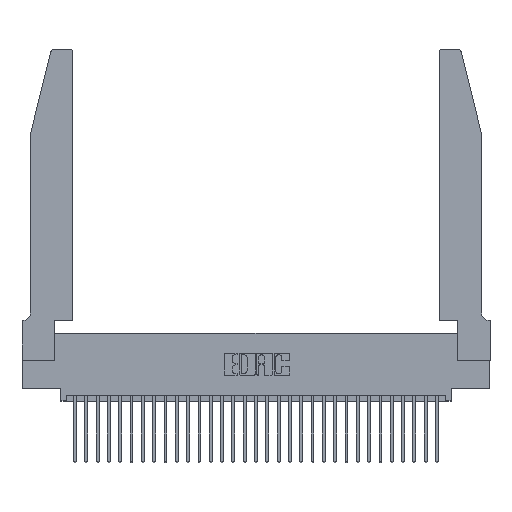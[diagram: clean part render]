
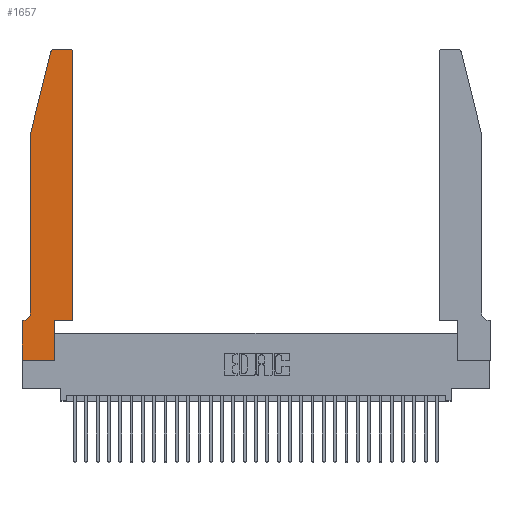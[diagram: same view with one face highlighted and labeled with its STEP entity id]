
A CAD part, top view. The second image highlights one B-rep face of the part: STEP entity #1657.
In plain terms, the highlighted planar face has unit normal (0, 0, 1).
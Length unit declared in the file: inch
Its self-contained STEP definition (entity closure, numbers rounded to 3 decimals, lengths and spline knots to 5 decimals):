
#133 = CARTESIAN_POINT ( 'NONE',  ( 0., 0., 0.37 ) ) ;
#391 = DIRECTION ( 'NONE',  ( 0., 0., 1. ) ) ;
#521 = VERTEX_POINT ( 'NONE', #14582 ) ;
#557 = AXIS2_PLACEMENT_3D ( 'NONE', #22460, #7669, #24915 ) ;
#914 = LINE ( 'NONE', #6321, #27213 ) ;
#1124 = VECTOR ( 'NONE', #19569, 39.37008 ) ;
#1378 = EDGE_CURVE ( 'NONE', #17431, #14956, #23657, .T. ) ;
#1492 = EDGE_CURVE ( 'NONE', #25028, #521, #27121, .T. ) ;
#1595 = DIRECTION ( 'NONE',  ( 1., 0., 0. ) ) ;
#1657 = ADVANCED_FACE ( 'NONE', ( #2765 ), #18191, .T. ) ;
#2684 = EDGE_CURVE ( 'NONE', #4253, #20230, #14374, .T. ) ;
#2765 = FACE_OUTER_BOUND ( 'NONE', #18450, .T. ) ;
#2880 = ORIENTED_EDGE ( 'NONE', *, *, #1492, .T. ) ;
#3787 = CARTESIAN_POINT ( 'NONE',  ( 0., 0.35, 0.37 ) ) ;
#4253 = VERTEX_POINT ( 'NONE', #5738 ) ;
#5388 = ORIENTED_EDGE ( 'NONE', *, *, #22943, .T. ) ;
#5738 = CARTESIAN_POINT ( 'NONE',  ( 0.25487, 2.72718, 0.37 ) ) ;
#6317 = DIRECTION ( 'NONE',  ( 0., -1., 0. ) ) ;
#6321 = CARTESIAN_POINT ( 'NONE',  ( 0.0755, 2., 0.37 ) ) ;
#7025 = ORIENTED_EDGE ( 'NONE', *, *, #16786, .T. ) ;
#7669 = DIRECTION ( 'NONE',  ( 0., 0., -1. ) ) ;
#8245 = VECTOR ( 'NONE', #6317, 39.37008 ) ;
#8722 = VERTEX_POINT ( 'NONE', #22468 ) ;
#8974 = ORIENTED_EDGE ( 'NONE', *, *, #21974, .T. ) ;
#9132 = EDGE_CURVE ( 'NONE', #25765, #4253, #13925, .T. ) ;
#9812 = VECTOR ( 'NONE', #1595, 39.37008 ) ;
#10102 = LINE ( 'NONE', #12078, #28193 ) ;
#10311 = ORIENTED_EDGE ( 'NONE', *, *, #30344, .T. ) ;
#10464 = VECTOR ( 'NONE', #20006, 39.37008 ) ;
#10490 = CARTESIAN_POINT ( 'NONE',  ( 0.0755, 2., 0.37 ) ) ;
#10541 = CARTESIAN_POINT ( 'NONE',  ( 0., 0.35, 0.37 ) ) ;
#10826 = CARTESIAN_POINT ( 'NONE',  ( 0.284, 2.75, 0.37 ) ) ;
#10952 = DIRECTION ( 'NONE',  ( 0., 1., 0. ) ) ;
#11249 = LINE ( 'NONE', #133, #10464 ) ;
#11291 = DIRECTION ( 'NONE',  ( 1., 0., 0. ) ) ;
#12078 = CARTESIAN_POINT ( 'NONE',  ( 0.0755, 0.35, 0.37 ) ) ;
#12480 = AXIS2_PLACEMENT_3D ( 'NONE', #3787, #391, #11291 ) ;
#12762 = VECTOR ( 'NONE', #27229, 39.37008 ) ;
#13552 = DIRECTION ( 'NONE',  ( 0., 0., 1. ) ) ;
#13905 = CARTESIAN_POINT ( 'NONE',  ( 0.2865, 0., 0.37 ) ) ;
#13925 = CIRCLE ( 'NONE', #26430, 0.03 ) ;
#14059 = CARTESIAN_POINT ( 'NONE',  ( 0.284, 2.72, 0.37 ) ) ;
#14222 = DIRECTION ( 'NONE',  ( -1., 0., 0. ) ) ;
#14325 = LINE ( 'NONE', #19847, #12762 ) ;
#14374 = LINE ( 'NONE', #26855, #1124 ) ;
#14582 = CARTESIAN_POINT ( 'NONE',  ( 0., 0., 0.37 ) ) ;
#14781 = EDGE_CURVE ( 'NONE', #521, #28329, #11249, .T. ) ;
#14956 = VERTEX_POINT ( 'NONE', #25461 ) ;
#16542 = DIRECTION ( 'NONE',  ( 1., 0., 0. ) ) ;
#16786 = EDGE_CURVE ( 'NONE', #14956, #8722, #19268, .T. ) ;
#16805 = ORIENTED_EDGE ( 'NONE', *, *, #9132, .T. ) ;
#17223 = CARTESIAN_POINT ( 'NONE',  ( 0., 0., 0.37 ) ) ;
#17231 = VERTEX_POINT ( 'NONE', #24685 ) ;
#17327 = CARTESIAN_POINT ( 'NONE',  ( 0.4505, 0.35, 0.37 ) ) ;
#17431 = VERTEX_POINT ( 'NONE', #27235 ) ;
#17610 = VERTEX_POINT ( 'NONE', #18005 ) ;
#17891 = EDGE_CURVE ( 'NONE', #17231, #25765, #20604, .T. ) ;
#18005 = CARTESIAN_POINT ( 'NONE',  ( 0.0055, 0.35, 0.37 ) ) ;
#18191 = PLANE ( 'NONE',  #12480 ) ;
#18450 = EDGE_LOOP ( 'NONE', ( #31841, #16805, #23961, #5388, #8974, #10311, #2880, #30703, #18501, #31259, #7025, #26444 ) ) ;
#18475 = VERTEX_POINT ( 'NONE', #24598 ) ;
#18501 = ORIENTED_EDGE ( 'NONE', *, *, #24403, .T. ) ;
#19268 = LINE ( 'NONE', #30618, #31537 ) ;
#19569 = DIRECTION ( 'NONE',  ( -0.239, -0.971, 0. ) ) ;
#19847 = CARTESIAN_POINT ( 'NONE',  ( 0.2865, 0.35, 0.37 ) ) ;
#20006 = DIRECTION ( 'NONE',  ( 1., 0., 0. ) ) ;
#20230 = VERTEX_POINT ( 'NONE', #10490 ) ;
#20604 = LINE ( 'NONE', #31300, #32037 ) ;
#21594 = EDGE_CURVE ( 'NONE', #8722, #17231, #25782, .T. ) ;
#21974 = EDGE_CURVE ( 'NONE', #18475, #17610, #22303, .T. ) ;
#22303 = CIRCLE ( 'NONE', #557, 0.07 ) ;
#22460 = CARTESIAN_POINT ( 'NONE',  ( 0.0055, 0.42, 0.37 ) ) ;
#22468 = CARTESIAN_POINT ( 'NONE',  ( 0.4505, 2.72, 0.37 ) ) ;
#22943 = EDGE_CURVE ( 'NONE', #20230, #18475, #914, .T. ) ;
#23570 = DIRECTION ( 'NONE',  ( 0., -1., 0. ) ) ;
#23657 = LINE ( 'NONE', #17327, #9812 ) ;
#23961 = ORIENTED_EDGE ( 'NONE', *, *, #2684, .T. ) ;
#24403 = EDGE_CURVE ( 'NONE', #28329, #17431, #14325, .T. ) ;
#24598 = CARTESIAN_POINT ( 'NONE',  ( 0.0755, 0.42, 0.37 ) ) ;
#24685 = CARTESIAN_POINT ( 'NONE',  ( 0.4205, 2.75, 0.37 ) ) ;
#24915 = DIRECTION ( 'NONE',  ( -1., 0., 0. ) ) ;
#25028 = VERTEX_POINT ( 'NONE', #10541 ) ;
#25461 = CARTESIAN_POINT ( 'NONE',  ( 0.4505, 0.35, 0.37 ) ) ;
#25765 = VERTEX_POINT ( 'NONE', #10826 ) ;
#25782 = CIRCLE ( 'NONE', #29951, 0.03 ) ;
#26430 = AXIS2_PLACEMENT_3D ( 'NONE', #14059, #31241, #16542 ) ;
#26444 = ORIENTED_EDGE ( 'NONE', *, *, #21594, .T. ) ;
#26855 = CARTESIAN_POINT ( 'NONE',  ( 0.0755, 2., 0.37 ) ) ;
#27121 = LINE ( 'NONE', #17223, #8245 ) ;
#27213 = VECTOR ( 'NONE', #23570, 39.37008 ) ;
#27229 = DIRECTION ( 'NONE',  ( 0., 1., 0. ) ) ;
#27235 = CARTESIAN_POINT ( 'NONE',  ( 0.2865, 0.35, 0.37 ) ) ;
#28193 = VECTOR ( 'NONE', #29259, 39.37008 ) ;
#28275 = CARTESIAN_POINT ( 'NONE',  ( 0.4205, 2.72, 0.37 ) ) ;
#28329 = VERTEX_POINT ( 'NONE', #13905 ) ;
#29259 = DIRECTION ( 'NONE',  ( -1., 0., 0. ) ) ;
#29951 = AXIS2_PLACEMENT_3D ( 'NONE', #28275, #13552, #30748 ) ;
#30344 = EDGE_CURVE ( 'NONE', #17610, #25028, #10102, .T. ) ;
#30618 = CARTESIAN_POINT ( 'NONE',  ( 0.4505, 0.35, 0.37 ) ) ;
#30703 = ORIENTED_EDGE ( 'NONE', *, *, #14781, .T. ) ;
#30748 = DIRECTION ( 'NONE',  ( 1., 0., 0. ) ) ;
#31241 = DIRECTION ( 'NONE',  ( 0., 0., 1. ) ) ;
#31259 = ORIENTED_EDGE ( 'NONE', *, *, #1378, .T. ) ;
#31300 = CARTESIAN_POINT ( 'NONE',  ( 0.2605, 2.75, 0.37 ) ) ;
#31537 = VECTOR ( 'NONE', #10952, 39.37008 ) ;
#31841 = ORIENTED_EDGE ( 'NONE', *, *, #17891, .T. ) ;
#32037 = VECTOR ( 'NONE', #14222, 39.37008 ) ;
